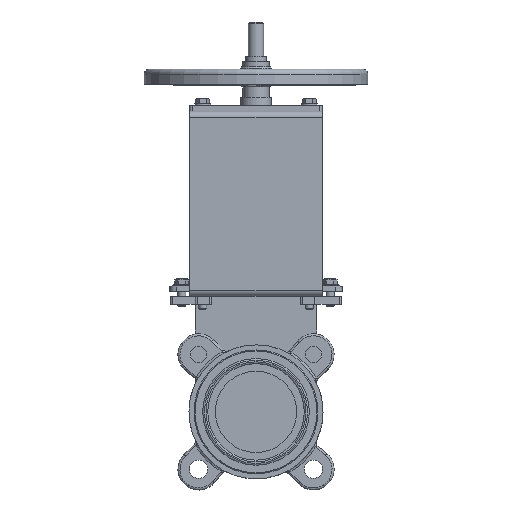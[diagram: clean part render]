
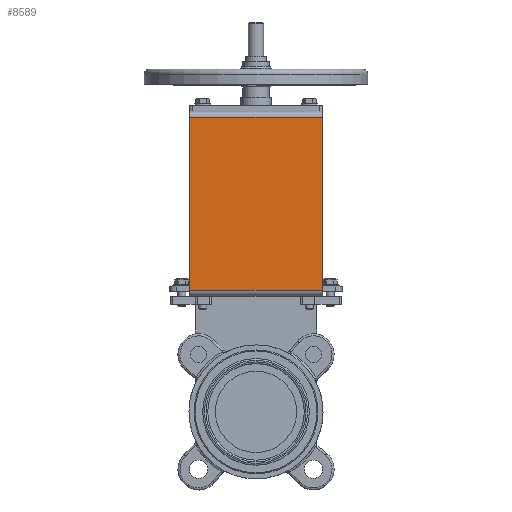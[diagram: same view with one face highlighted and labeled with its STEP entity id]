
A CAD part, top view. The second image highlights one B-rep face of the part: STEP entity #8589.
In plain terms, the highlighted face is planar.
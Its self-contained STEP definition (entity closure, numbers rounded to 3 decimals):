
#684=PLANE('',#9578);
#1132=FACE_OUTER_BOUND('',#1660,.T.);
#1660=EDGE_LOOP('',(#7448,#7449,#7450,#7451));
#2609=LINE('',#17081,#3201);
#2625=LINE('',#17122,#3217);
#2640=LINE('',#17157,#3232);
#2642=LINE('',#17160,#3234);
#3201=VECTOR('',#11604,10.);
#3217=VECTOR('',#11646,10.);
#3232=VECTOR('',#11685,10.);
#3234=VECTOR('',#11689,10.);
#3962=VERTEX_POINT('',#17078);
#3963=VERTEX_POINT('',#17080);
#3974=VERTEX_POINT('',#17119);
#3975=VERTEX_POINT('',#17121);
#5108=EDGE_CURVE('',#3963,#3962,#2609,.T.);
#5128=EDGE_CURVE('',#3975,#3974,#2625,.T.);
#5146=EDGE_CURVE('',#3974,#3963,#2640,.T.);
#5148=EDGE_CURVE('',#3962,#3975,#2642,.T.);
#7448=ORIENTED_EDGE('',*,*,#5108,.T.);
#7449=ORIENTED_EDGE('',*,*,#5148,.T.);
#7450=ORIENTED_EDGE('',*,*,#5128,.T.);
#7451=ORIENTED_EDGE('',*,*,#5146,.T.);
#8589=ADVANCED_FACE('',(#1132),#684,.F.);
#9578=AXIS2_PLACEMENT_3D('',#17159,#11687,#11688);
#11604=DIRECTION('',(1.,0.,0.));
#11646=DIRECTION('',(-1.,0.,0.));
#11685=DIRECTION('',(0.,0.,-1.));
#11687=DIRECTION('center_axis',(0.,1.,0.));
#11688=DIRECTION('ref_axis',(0.,0.,1.));
#11689=DIRECTION('',(0.,0.,1.));
#17078=CARTESIAN_POINT('',(65.,0.,-85.));
#17080=CARTESIAN_POINT('',(-65.,0.,-85.));
#17081=CARTESIAN_POINT('',(-32.5,0.,-85.));
#17119=CARTESIAN_POINT('',(-65.,0.,85.));
#17121=CARTESIAN_POINT('',(65.,0.,85.));
#17122=CARTESIAN_POINT('',(32.5,0.,85.));
#17157=CARTESIAN_POINT('',(-65.,0.,91.));
#17159=CARTESIAN_POINT('Origin',(0.,0.,0.));
#17160=CARTESIAN_POINT('',(65.,0.,-91.));
